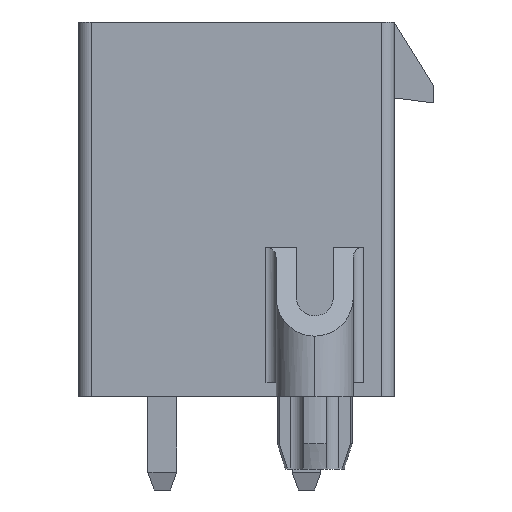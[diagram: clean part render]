
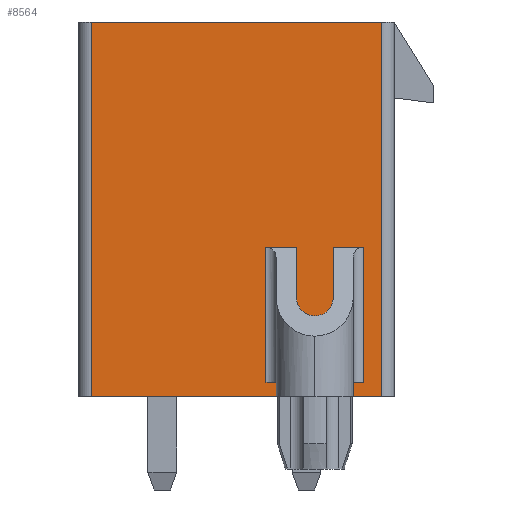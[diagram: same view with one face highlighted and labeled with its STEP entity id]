
A CAD part, left-side view. The second image highlights one B-rep face of the part: STEP entity #8564.
In plain terms, the highlighted face is planar.
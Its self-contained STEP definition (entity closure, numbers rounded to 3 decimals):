
#112=LINE('',#10908,#868);
#118=LINE('',#10924,#874);
#126=LINE('',#10949,#882);
#133=LINE('',#10969,#889);
#167=LINE('',#11119,#923);
#172=LINE('',#11133,#928);
#174=LINE('',#11137,#930);
#178=LINE('',#11154,#934);
#181=LINE('',#11163,#937);
#379=LINE('',#11706,#1135);
#382=LINE('',#11719,#1138);
#484=LINE('',#11920,#1240);
#485=LINE('',#11921,#1241);
#486=LINE('',#11922,#1242);
#487=LINE('',#11923,#1243);
#488=LINE('',#11924,#1244);
#868=VECTOR('',#9225,1000.);
#874=VECTOR('',#9237,1000.);
#882=VECTOR('',#9261,1000.);
#889=VECTOR('',#9282,1000.);
#923=VECTOR('',#9400,1000.);
#928=VECTOR('',#9413,1000.);
#930=VECTOR('',#9417,1000.);
#934=VECTOR('',#9435,1000.);
#937=VECTOR('',#9442,1000.);
#1135=VECTOR('',#9910,1000.);
#1138=VECTOR('',#9921,1000.);
#1240=VECTOR('',#10097,1000.);
#1241=VECTOR('',#10098,1000.);
#1242=VECTOR('',#10099,1000.);
#1243=VECTOR('',#10100,1000.);
#1244=VECTOR('',#10101,1000.);
#2363=ORIENTED_EDGE('',*,*,#3515,.F.);
#2364=ORIENTED_EDGE('',*,*,#3878,.T.);
#2365=ORIENTED_EDGE('',*,*,#3421,.T.);
#2366=ORIENTED_EDGE('',*,*,#3431,.T.);
#2367=ORIENTED_EDGE('',*,*,#3879,.T.);
#2368=ORIENTED_EDGE('',*,*,#3776,.T.);
#2369=ORIENTED_EDGE('',*,*,#3880,.F.);
#2370=ORIENTED_EDGE('',*,*,#3770,.F.);
#2371=ORIENTED_EDGE('',*,*,#3881,.T.);
#2372=ORIENTED_EDGE('',*,*,#3409,.F.);
#2373=ORIENTED_EDGE('',*,*,#3401,.T.);
#2374=ORIENTED_EDGE('',*,*,#3882,.F.);
#2375=ORIENTED_EDGE('',*,*,#3510,.F.);
#2376=ORIENTED_EDGE('',*,*,#3500,.F.);
#2377=ORIENTED_EDGE('',*,*,#3493,.F.);
#2378=ORIENTED_EDGE('',*,*,#3502,.T.);
#3401=EDGE_CURVE('',#4290,#4288,#112,.T.);
#3409=EDGE_CURVE('',#4290,#4296,#118,.T.);
#3421=EDGE_CURVE('',#4306,#4305,#126,.T.);
#3431=EDGE_CURVE('',#4305,#4311,#133,.T.);
#3493=EDGE_CURVE('',#4353,#4354,#167,.T.);
#3500=EDGE_CURVE('',#4354,#4358,#172,.T.);
#3502=EDGE_CURVE('',#4353,#4359,#174,.T.);
#3510=EDGE_CURVE('',#4358,#4366,#178,.T.);
#3515=EDGE_CURVE('',#4369,#4359,#181,.T.);
#3770=EDGE_CURVE('',#4547,#4548,#379,.T.);
#3776=EDGE_CURVE('',#4550,#4553,#382,.T.);
#3878=EDGE_CURVE('',#4369,#4306,#484,.T.);
#3879=EDGE_CURVE('',#4311,#4550,#485,.T.);
#3880=EDGE_CURVE('',#4548,#4553,#486,.T.);
#3881=EDGE_CURVE('',#4547,#4296,#487,.T.);
#3882=EDGE_CURVE('',#4366,#4288,#488,.T.);
#4288=VERTEX_POINT('',#10906);
#4290=VERTEX_POINT('',#10909);
#4296=VERTEX_POINT('',#10922);
#4305=VERTEX_POINT('',#10948);
#4306=VERTEX_POINT('',#10950);
#4311=VERTEX_POINT('',#10968);
#4353=VERTEX_POINT('',#11118);
#4354=VERTEX_POINT('',#11120);
#4358=VERTEX_POINT('',#11132);
#4359=VERTEX_POINT('',#11136);
#4366=VERTEX_POINT('',#11155);
#4369=VERTEX_POINT('',#11162);
#4547=VERTEX_POINT('',#11705);
#4548=VERTEX_POINT('',#11707);
#4550=VERTEX_POINT('',#11713);
#4553=VERTEX_POINT('',#11718);
#5118=EDGE_LOOP('',(#2363,#2364,#2365,#2366,#2367,#2368,#2369,#2370,#2371,
#2372,#2373,#2374,#2375,#2376,#2377,#2378));
#5487=FACE_BOUND('',#5118,.T.);
#5811=PLANE('',#9007);
#8564=ADVANCED_FACE('',(#5487),#5811,.T.);
#9007=AXIS2_PLACEMENT_3D('',#11919,#10095,#10096);
#9225=DIRECTION('',(0.,0.,-1.));
#9237=DIRECTION('',(0.,1.,0.));
#9261=DIRECTION('',(0.,0.,-1.));
#9282=DIRECTION('',(0.,1.,0.));
#9400=DIRECTION('',(0.,0.,-1.));
#9413=DIRECTION('',(0.,-1.,0.));
#9417=DIRECTION('',(0.,-1.,0.));
#9435=DIRECTION('',(0.,0.,-1.));
#9442=DIRECTION('',(0.,0.,-1.));
#9910=DIRECTION('',(0.,-1.,0.));
#9921=DIRECTION('',(0.,-1.,0.));
#10095=DIRECTION('',(1.,0.,0.));
#10096=DIRECTION('',(0.,0.,-1.));
#10097=DIRECTION('',(0.,1.,0.));
#10098=DIRECTION('',(0.,0.,1.));
#10099=DIRECTION('',(0.,0.,1.));
#10100=DIRECTION('',(0.,0.,1.));
#10101=DIRECTION('',(0.,1.,0.));
#10906=CARTESIAN_POINT('',(6.025,14.25,1.17));
#10908=CARTESIAN_POINT('',(6.025,14.25,2.62));
#10909=CARTESIAN_POINT('',(6.025,14.25,2.62));
#10922=CARTESIAN_POINT('',(6.025,14.8,2.62));
#10924=CARTESIAN_POINT('',(6.025,14.25,2.62));
#10948=CARTESIAN_POINT('',(6.025,14.25,3.57));
#10949=CARTESIAN_POINT('',(6.025,14.25,5.02));
#10950=CARTESIAN_POINT('',(6.025,14.25,5.02));
#10968=CARTESIAN_POINT('',(6.025,14.8,3.57));
#10969=CARTESIAN_POINT('',(6.025,14.25,3.57));
#11118=CARTESIAN_POINT('',(6.025,13.,3.825));
#11119=CARTESIAN_POINT('',(6.025,13.,3.825));
#11120=CARTESIAN_POINT('',(6.025,13.,2.375));
#11132=CARTESIAN_POINT('',(6.025,8.9,2.375));
#11133=CARTESIAN_POINT('',(6.025,13.,2.375));
#11136=CARTESIAN_POINT('',(6.025,8.9,3.825));
#11137=CARTESIAN_POINT('',(6.025,13.,3.825));
#11154=CARTESIAN_POINT('',(6.025,8.9,4.62));
#11155=CARTESIAN_POINT('',(6.025,8.9,1.17));
#11162=CARTESIAN_POINT('',(6.025,8.9,5.02));
#11163=CARTESIAN_POINT('',(6.025,8.9,4.62));
#11705=CARTESIAN_POINT('',(6.025,14.8,-5.74));
#11706=CARTESIAN_POINT('',(6.025,14.8,-5.74));
#11707=CARTESIAN_POINT('',(6.025,0.,-5.74));
#11713=CARTESIAN_POINT('',(6.025,14.8,5.74));
#11718=CARTESIAN_POINT('',(6.025,0.,5.74));
#11719=CARTESIAN_POINT('',(6.025,14.8,5.74));
#11919=CARTESIAN_POINT('',(6.025,14.8,-6.24));
#11920=CARTESIAN_POINT('',(6.025,14.8,5.02));
#11921=CARTESIAN_POINT('',(6.025,14.8,-6.24));
#11922=CARTESIAN_POINT('',(6.025,0.,-6.24));
#11923=CARTESIAN_POINT('',(6.025,14.8,-6.24));
#11924=CARTESIAN_POINT('',(6.025,8.9,1.17));
